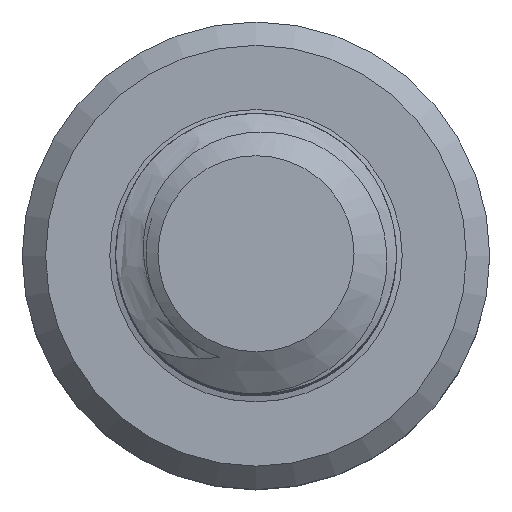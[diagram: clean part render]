
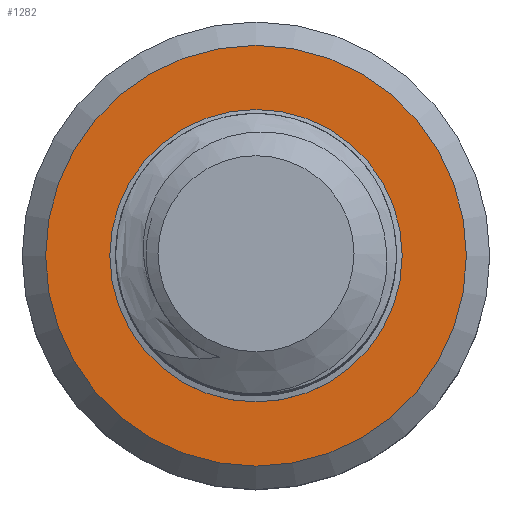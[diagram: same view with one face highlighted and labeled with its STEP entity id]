
A CAD part, top view. The second image highlights one B-rep face of the part: STEP entity #1282.
In plain terms, the highlighted planar face has unit normal (0, 0, 1).
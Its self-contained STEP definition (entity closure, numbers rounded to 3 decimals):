
#15=FACE_BOUND('',#180,.T.);
#18=PLANE('',#1383);
#105=FACE_OUTER_BOUND('',#179,.T.);
#179=EDGE_LOOP('',(#1121));
#180=EDGE_LOOP('',(#1122));
#199=CIRCLE('',#1363,4.5);
#205=CIRCLE('',#1373,3.127);
#554=VERTEX_POINT('',#5280);
#561=VERTEX_POINT('',#5303);
#728=EDGE_CURVE('',#554,#554,#199,.T.);
#738=EDGE_CURVE('',#561,#561,#205,.T.);
#1121=ORIENTED_EDGE('',*,*,#728,.T.);
#1122=ORIENTED_EDGE('',*,*,#738,.T.);
#1282=ADVANCED_FACE('',(#105,#15),#18,.F.);
#1363=AXIS2_PLACEMENT_3D('',#5282,#1559,#1560);
#1373=AXIS2_PLACEMENT_3D('',#5305,#1582,#1583);
#1383=AXIS2_PLACEMENT_3D('',#6792,#1604,#1605);
#1559=DIRECTION('center_axis',(0.,0.,1.));
#1560=DIRECTION('ref_axis',(-1.,0.,0.));
#1582=DIRECTION('center_axis',(0.,0.,-1.));
#1583=DIRECTION('ref_axis',(-1.,0.,0.));
#1604=DIRECTION('center_axis',(0.,0.,-1.));
#1605=DIRECTION('ref_axis',(-1.,0.,0.));
#5280=CARTESIAN_POINT('',(4.5,0.,-25.));
#5282=CARTESIAN_POINT('Origin',(0.,0.,-25.));
#5303=CARTESIAN_POINT('',(0.,3.127,-25.));
#5305=CARTESIAN_POINT('Origin',(0.,0.,-25.));
#6792=CARTESIAN_POINT('Origin',(0.,0.,-25.));
